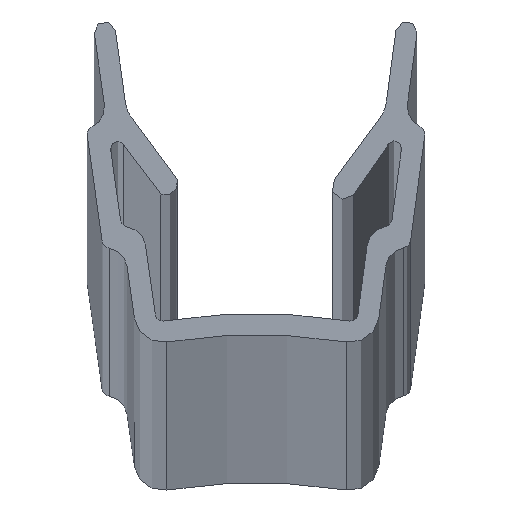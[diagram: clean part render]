
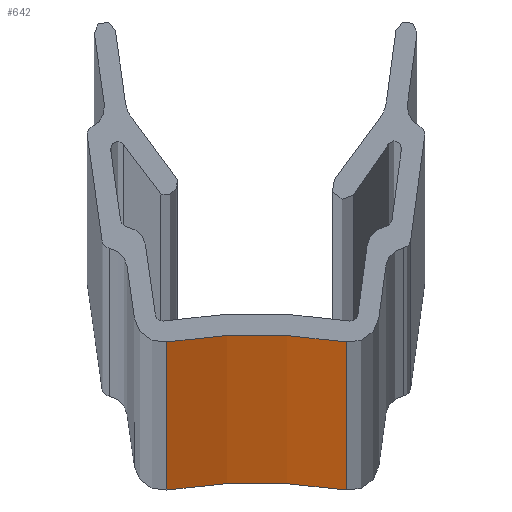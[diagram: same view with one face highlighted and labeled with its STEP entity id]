
A CAD part, top view. The second image highlights one B-rep face of the part: STEP entity #642.
In plain terms, the highlighted cylindrical face has radius 20 mm (diameter 40 mm), a partial arc.
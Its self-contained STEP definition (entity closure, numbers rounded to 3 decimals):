
#144=CARTESIAN_POINT('',(3.176,0.,-1500.0));
#145=VERTEX_POINT('',#144);
#153=CARTESIAN_POINT('',(-3.176,0.,-1500.0));
#154=VERTEX_POINT('',#153);
#155=CARTESIAN_POINT('',(0.,-19.746,-1500.0));
#156=DIRECTION('',(0.0,0.0,-1.0));
#157=DIRECTION('',(-0.159,-0.987,0.0));
#158=AXIS2_PLACEMENT_3D('',#155,#156,#157);
#159=CIRCLE('',#158,20.);
#160=EDGE_CURVE('',#154,#145,#159,.T.);
#598=CARTESIAN_POINT('',(3.176,0.,1500.0));
#599=VERTEX_POINT('',#598);
#607=CARTESIAN_POINT('',(3.176,0.,-1500.0));
#608=DIRECTION('',(0.0,0.0,1.0));
#609=VECTOR('',#608,3000.0);
#610=LINE('',#607,#609);
#611=EDGE_CURVE('',#145,#599,#610,.T.);
#618=CARTESIAN_POINT('',(0.,-19.746,0.0));
#619=DIRECTION('',(0.0,0.0,1.0));
#620=DIRECTION('',(-0.159,-0.987,0.0));
#621=AXIS2_PLACEMENT_3D('',#618,#619,#620);
#622=CYLINDRICAL_SURFACE('',#621,20.);
#623=CARTESIAN_POINT('',(-3.176,0.,1500.0));
#624=VERTEX_POINT('',#623);
#625=CARTESIAN_POINT('',(0.,-19.746,1500.0));
#626=DIRECTION('',(0.0,0.0,1.0));
#627=DIRECTION('',(-0.159,-0.987,0.0));
#628=AXIS2_PLACEMENT_3D('',#625,#626,#627);
#629=CIRCLE('',#628,20.);
#630=EDGE_CURVE('',#599,#624,#629,.T.);
#631=ORIENTED_EDGE('',*,*,#630,.T.);
#632=CARTESIAN_POINT('',(-3.176,0.,-1500.0));
#633=DIRECTION('',(0.0,0.0,1.0));
#634=VECTOR('',#633,3000.0);
#635=LINE('',#632,#634);
#636=EDGE_CURVE('',#154,#624,#635,.T.);
#637=ORIENTED_EDGE('',*,*,#636,.F.);
#638=ORIENTED_EDGE('',*,*,#160,.T.);
#639=ORIENTED_EDGE('',*,*,#611,.T.);
#640=EDGE_LOOP('',(#631,#637,#638,#639));
#641=FACE_OUTER_BOUND('',#640,.T.);
#642=ADVANCED_FACE('',(#641),#622,.F.);
